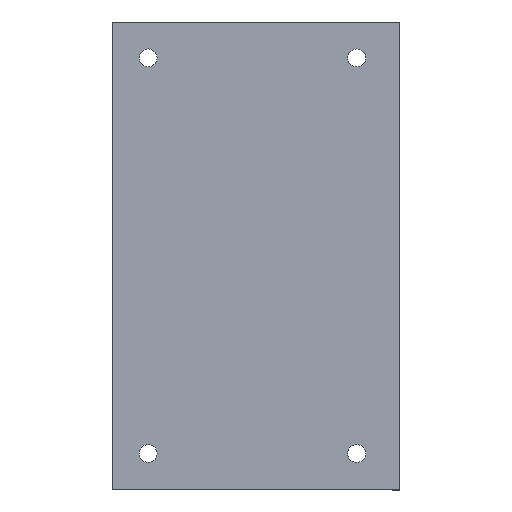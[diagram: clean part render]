
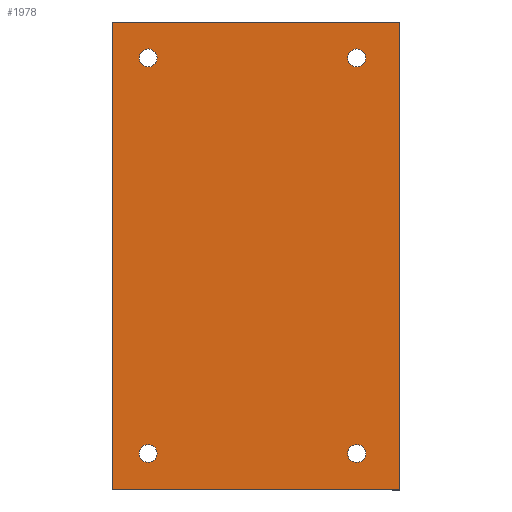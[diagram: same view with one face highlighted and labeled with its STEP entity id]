
A CAD part, top view. The second image highlights one B-rep face of the part: STEP entity #1978.
In plain terms, the highlighted planar face has unit normal (0, 0, 1).
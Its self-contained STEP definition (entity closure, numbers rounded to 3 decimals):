
#17 = CARTESIAN_POINT ( 'NONE',  ( 0., 82.55, 0. ) ) ;
#22 = EDGE_LOOP ( 'NONE', ( #773, #1322 ) ) ;
#25 = EDGE_CURVE ( 'NONE', #1503, #1946, #2055, .T. ) ;
#46 = CARTESIAN_POINT ( 'NONE',  ( 6.35, 6.35, 0. ) ) ;
#73 = VERTEX_POINT ( 'NONE', #672 ) ;
#80 = CARTESIAN_POINT ( 'NONE',  ( 50.8, 82.55, 0. ) ) ;
#108 = ORIENTED_EDGE ( 'NONE', *, *, #711, .F. ) ;
#171 = DIRECTION ( 'NONE',  ( 0., 0., -1. ) ) ;
#181 = DIRECTION ( 'NONE',  ( 0., 0., -1. ) ) ;
#184 = CARTESIAN_POINT ( 'NONE',  ( 6.35, 76.2, 0. ) ) ;
#208 = CARTESIAN_POINT ( 'NONE',  ( 6.35, 76.2, 0. ) ) ;
#218 = ORIENTED_EDGE ( 'NONE', *, *, #914, .T. ) ;
#251 = DIRECTION ( 'NONE',  ( -1., 0., 0. ) ) ;
#255 = CARTESIAN_POINT ( 'NONE',  ( 43.18, 6.35, 0. ) ) ;
#309 = AXIS2_PLACEMENT_3D ( 'NONE', #1155, #181, #1328 ) ;
#324 = DIRECTION ( 'NONE',  ( 0., -1., 0. ) ) ;
#375 = DIRECTION ( 'NONE',  ( -1., 0., 0. ) ) ;
#481 = CARTESIAN_POINT ( 'NONE',  ( 4.762, 6.35, 0. ) ) ;
#482 = CARTESIAN_POINT ( 'NONE',  ( 50.8, 0., 0. ) ) ;
#488 = CIRCLE ( 'NONE', #1856, 1.587 ) ;
#512 = CARTESIAN_POINT ( 'NONE',  ( 0., 82.55, 0. ) ) ;
#530 = VERTEX_POINT ( 'NONE', #1868 ) ;
#589 = EDGE_CURVE ( 'NONE', #939, #793, #488, .T. ) ;
#636 = VECTOR ( 'NONE', #1250, 1000. ) ;
#642 = DIRECTION ( 'NONE',  ( -1., 0., 0. ) ) ;
#654 = DIRECTION ( 'NONE',  ( 0., 0., -1. ) ) ;
#657 = CARTESIAN_POINT ( 'NONE',  ( 7.938, 6.35, 0. ) ) ;
#672 = CARTESIAN_POINT ( 'NONE',  ( 41.593, 6.35, 0. ) ) ;
#675 = VERTEX_POINT ( 'NONE', #80 ) ;
#679 = DIRECTION ( 'NONE',  ( -1., 0., 0. ) ) ;
#711 = EDGE_CURVE ( 'NONE', #675, #1539, #1965, .T. ) ;
#712 = CIRCLE ( 'NONE', #1916, 1.587 ) ;
#713 = DIRECTION ( 'NONE',  ( 0., 0., -1. ) ) ;
#773 = ORIENTED_EDGE ( 'NONE', *, *, #1521, .T. ) ;
#793 = VERTEX_POINT ( 'NONE', #1414 ) ;
#801 = ORIENTED_EDGE ( 'NONE', *, *, #1240, .T. ) ;
#853 = AXIS2_PLACEMENT_3D ( 'NONE', #1994, #1291, #642 ) ;
#869 = PLANE ( 'NONE',  #1382 ) ;
#914 = EDGE_CURVE ( 'NONE', #1425, #1539, #1646, .T. ) ;
#939 = VERTEX_POINT ( 'NONE', #1808 ) ;
#957 = CIRCLE ( 'NONE', #309, 1.587 ) ;
#966 = DIRECTION ( 'NONE',  ( 1., 0., 0. ) ) ;
#972 = EDGE_LOOP ( 'NONE', ( #218, #108, #1090, #801 ) ) ;
#980 = CARTESIAN_POINT ( 'NONE',  ( 50.8, 82.55, 0. ) ) ;
#989 = EDGE_CURVE ( 'NONE', #1809, #530, #712, .T. ) ;
#1009 = FACE_BOUND ( 'NONE', #1026, .T. ) ;
#1017 = DIRECTION ( 'NONE',  ( 0., 0., -1. ) ) ;
#1024 = ORIENTED_EDGE ( 'NONE', *, *, #1300, .T. ) ;
#1026 = EDGE_LOOP ( 'NONE', ( #1024, #1374 ) ) ;
#1035 = AXIS2_PLACEMENT_3D ( 'NONE', #255, #1404, #251 ) ;
#1057 = EDGE_CURVE ( 'NONE', #1946, #1503, #1171, .T. ) ;
#1065 = VERTEX_POINT ( 'NONE', #1827 ) ;
#1068 = ORIENTED_EDGE ( 'NONE', *, *, #25, .T. ) ;
#1076 = CIRCLE ( 'NONE', #1035, 1.587 ) ;
#1090 = ORIENTED_EDGE ( 'NONE', *, *, #1269, .F. ) ;
#1131 = CARTESIAN_POINT ( 'NONE',  ( 43.18, 76.2, 0. ) ) ;
#1155 = CARTESIAN_POINT ( 'NONE',  ( 43.18, 76.2, 0. ) ) ;
#1171 = CIRCLE ( 'NONE', #853, 1.588 ) ;
#1240 = EDGE_CURVE ( 'NONE', #1531, #1425, #1360, .T. ) ;
#1247 = AXIS2_PLACEMENT_3D ( 'NONE', #208, #1017, #375 ) ;
#1250 = DIRECTION ( 'NONE',  ( 0., -1., 0. ) ) ;
#1253 = VECTOR ( 'NONE', #324, 1000. ) ;
#1269 = EDGE_CURVE ( 'NONE', #1531, #675, #1865, .T. ) ;
#1291 = DIRECTION ( 'NONE',  ( 0., 0., -1. ) ) ;
#1300 = EDGE_CURVE ( 'NONE', #793, #939, #1438, .T. ) ;
#1302 = VECTOR ( 'NONE', #966, 1000. ) ;
#1311 = AXIS2_PLACEMENT_3D ( 'NONE', #1325, #713, #1987 ) ;
#1322 = ORIENTED_EDGE ( 'NONE', *, *, #989, .T. ) ;
#1325 = CARTESIAN_POINT ( 'NONE',  ( 43.18, 6.35, 0. ) ) ;
#1327 = CIRCLE ( 'NONE', #1311, 1.587 ) ;
#1328 = DIRECTION ( 'NONE',  ( -1., 0., 0. ) ) ;
#1329 = DIRECTION ( 'NONE',  ( 0., 0., -1. ) ) ;
#1360 = LINE ( 'NONE', #17, #1253 ) ;
#1374 = ORIENTED_EDGE ( 'NONE', *, *, #589, .T. ) ;
#1382 = AXIS2_PLACEMENT_3D ( 'NONE', #980, #171, #1489 ) ;
#1404 = DIRECTION ( 'NONE',  ( 0., 0., -1. ) ) ;
#1414 = CARTESIAN_POINT ( 'NONE',  ( 4.763, 76.2, 0. ) ) ;
#1421 = ORIENTED_EDGE ( 'NONE', *, *, #1057, .T. ) ;
#1425 = VERTEX_POINT ( 'NONE', #1955 ) ;
#1438 = CIRCLE ( 'NONE', #1247, 1.587 ) ;
#1461 = FACE_BOUND ( 'NONE', #22, .T. ) ;
#1489 = DIRECTION ( 'NONE',  ( -1., 0., 0. ) ) ;
#1503 = VERTEX_POINT ( 'NONE', #657 ) ;
#1507 = EDGE_LOOP ( 'NONE', ( #1688, #2057 ) ) ;
#1521 = EDGE_CURVE ( 'NONE', #530, #1809, #957, .T. ) ;
#1531 = VERTEX_POINT ( 'NONE', #512 ) ;
#1535 = AXIS2_PLACEMENT_3D ( 'NONE', #46, #654, #1664 ) ;
#1539 = VERTEX_POINT ( 'NONE', #1667 ) ;
#1632 = DIRECTION ( 'NONE',  ( 0., 0., -1. ) ) ;
#1643 = FACE_OUTER_BOUND ( 'NONE', #972, .T. ) ;
#1646 = LINE ( 'NONE', #482, #1302 ) ;
#1649 = VECTOR ( 'NONE', #1847, 1000. ) ;
#1653 = DIRECTION ( 'NONE',  ( -1., 0., 0. ) ) ;
#1664 = DIRECTION ( 'NONE',  ( -1., 0., 0. ) ) ;
#1667 = CARTESIAN_POINT ( 'NONE',  ( 50.8, 0., 0. ) ) ;
#1688 = ORIENTED_EDGE ( 'NONE', *, *, #2068, .T. ) ;
#1714 = CARTESIAN_POINT ( 'NONE',  ( 44.767, 76.2, 0. ) ) ;
#1771 = FACE_BOUND ( 'NONE', #1849, .T. ) ;
#1808 = CARTESIAN_POINT ( 'NONE',  ( 7.938, 76.2, 0. ) ) ;
#1809 = VERTEX_POINT ( 'NONE', #1714 ) ;
#1827 = CARTESIAN_POINT ( 'NONE',  ( 44.767, 6.35, 0. ) ) ;
#1847 = DIRECTION ( 'NONE',  ( 1., 0., 0. ) ) ;
#1849 = EDGE_LOOP ( 'NONE', ( #1421, #1068 ) ) ;
#1856 = AXIS2_PLACEMENT_3D ( 'NONE', #184, #1329, #679 ) ;
#1865 = LINE ( 'NONE', #2022, #1649 ) ;
#1868 = CARTESIAN_POINT ( 'NONE',  ( 41.592, 76.2, 0. ) ) ;
#1878 = CARTESIAN_POINT ( 'NONE',  ( 50.8, 82.55, 0. ) ) ;
#1912 = FACE_BOUND ( 'NONE', #1507, .T. ) ;
#1916 = AXIS2_PLACEMENT_3D ( 'NONE', #1131, #1632, #1653 ) ;
#1946 = VERTEX_POINT ( 'NONE', #481 ) ;
#1955 = CARTESIAN_POINT ( 'NONE',  ( 0., 0., 0. ) ) ;
#1965 = LINE ( 'NONE', #1878, #636 ) ;
#1970 = EDGE_CURVE ( 'NONE', #1065, #73, #1327, .T. ) ;
#1978 = ADVANCED_FACE ( 'NONE', ( #1771, #1912, #1461, #1009, #1643 ), #869, .F. ) ;
#1987 = DIRECTION ( 'NONE',  ( -1., 0., 0. ) ) ;
#1994 = CARTESIAN_POINT ( 'NONE',  ( 6.35, 6.35, 0. ) ) ;
#2022 = CARTESIAN_POINT ( 'NONE',  ( 50.8, 82.55, 0. ) ) ;
#2055 = CIRCLE ( 'NONE', #1535, 1.588 ) ;
#2057 = ORIENTED_EDGE ( 'NONE', *, *, #1970, .T. ) ;
#2068 = EDGE_CURVE ( 'NONE', #73, #1065, #1076, .T. ) ;
